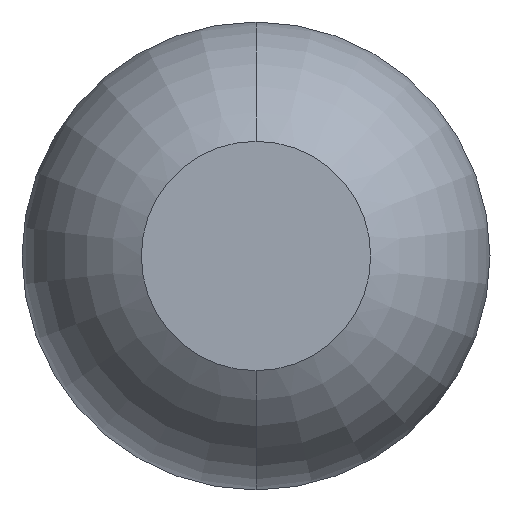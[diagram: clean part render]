
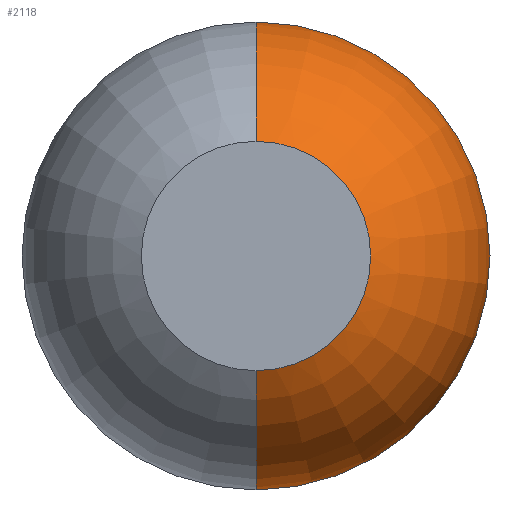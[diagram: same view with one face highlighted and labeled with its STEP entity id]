
A CAD part, front view. The second image highlights one B-rep face of the part: STEP entity #2118.
In plain terms, the highlighted toroidal (fillet/blend) face has major radius 0.01 mm and minor radius 0.5 mm.
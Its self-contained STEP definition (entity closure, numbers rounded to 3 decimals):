
#41 = AXIS2_PLACEMENT_3D ( 'NONE', #1128, #3917, #3322 ) ;
#286 = ORIENTED_EDGE ( 'NONE', *, *, #1914, .F. ) ;
#315 = ORIENTED_EDGE ( 'NONE', *, *, #3701, .T. ) ;
#526 = AXIS2_PLACEMENT_3D ( 'NONE', #2007, #3242, #1321 ) ;
#623 = VERTEX_POINT ( 'NONE', #2840 ) ;
#697 = DIRECTION ( 'NONE',  ( -1., 0., 0. ) ) ;
#1010 = VERTEX_POINT ( 'NONE', #2842 ) ;
#1101 = CIRCLE ( 'NONE', #3969, 0.5 ) ;
#1128 = CARTESIAN_POINT ( 'NONE',  ( 0., -29.961, 0. ) ) ;
#1201 = CIRCLE ( 'NONE', #1723, 0.51 ) ;
#1243 = TOROIDAL_SURFACE ( 'NONE', #41, 0.01, 0.5 ) ;
#1321 = DIRECTION ( 'NONE',  ( 0., 0., -1. ) ) ;
#1422 = CARTESIAN_POINT ( 'NONE',  ( 0., -30.4, 0.25 ) ) ;
#1444 = ORIENTED_EDGE ( 'NONE', *, *, #2076, .F. ) ;
#1723 = AXIS2_PLACEMENT_3D ( 'NONE', #3275, #2993, #3001 ) ;
#1766 = CARTESIAN_POINT ( 'NONE',  ( 0., -30.4, -0.25 ) ) ;
#1809 = FACE_OUTER_BOUND ( 'NONE', #2566, .T. ) ;
#1899 = AXIS2_PLACEMENT_3D ( 'NONE', #3070, #3089, #3706 ) ;
#1914 = EDGE_CURVE ( 'NONE', #3967, #623, #1101, .T. ) ;
#1953 = DIRECTION ( 'NONE',  ( 0., 0., 1. ) ) ;
#2007 = CARTESIAN_POINT ( 'NONE',  ( 0., -30.4, 0. ) ) ;
#2076 = EDGE_CURVE ( 'Defeature ausgef�hrt1_6+Defeature ausgef�hrt1_5+Defeature ausgef�hrt1_5+Defeature ausgef�hrt1_5', #623, #1010, #1201, .T. ) ;
#2087 = CIRCLE ( 'NONE', #1899, 0.5 ) ;
#2090 = ORIENTED_EDGE ( 'NONE', *, *, #3847, .F. ) ;
#2115 = VERTEX_POINT ( 'NONE', #1766 ) ;
#2118 = ADVANCED_FACE ( 'Defeature ausgef�hrt1_5', ( #1809 ), #1243, .T. ) ;
#2566 = EDGE_LOOP ( 'NONE', ( #2090, #315, #1444, #286 ) ) ;
#2839 = CARTESIAN_POINT ( 'NONE',  ( 0., -29.961, 0.01 ) ) ;
#2840 = CARTESIAN_POINT ( 'NONE',  ( 0., -29.961, 0.51 ) ) ;
#2842 = CARTESIAN_POINT ( 'NONE',  ( 0., -29.961, -0.51 ) ) ;
#2993 = DIRECTION ( 'NONE',  ( 0., 1., 0. ) ) ;
#3001 = DIRECTION ( 'NONE',  ( 0., 0., 1. ) ) ;
#3070 = CARTESIAN_POINT ( 'NONE',  ( 0., -29.961, -0.01 ) ) ;
#3089 = DIRECTION ( 'NONE',  ( 1., 0., 0. ) ) ;
#3242 = DIRECTION ( 'NONE',  ( 0., -1., 0. ) ) ;
#3275 = CARTESIAN_POINT ( 'NONE',  ( 0., -29.961, 0. ) ) ;
#3322 = DIRECTION ( 'NONE',  ( 0., 0., 1. ) ) ;
#3701 = EDGE_CURVE ( 'NONE', #2115, #1010, #2087, .T. ) ;
#3706 = DIRECTION ( 'NONE',  ( 0., 0., -1. ) ) ;
#3732 = CIRCLE ( 'NONE', #526, 0.25 ) ;
#3847 = EDGE_CURVE ( 'Defeature ausgef�hrt1_14+Defeature ausgef�hrt1_5+Defeature ausgef�hrt1_5+Defeature ausgef�hrt1_5', #2115, #3967, #3732, .T. ) ;
#3917 = DIRECTION ( 'NONE',  ( 0., 1., 0. ) ) ;
#3967 = VERTEX_POINT ( 'NONE', #1422 ) ;
#3969 = AXIS2_PLACEMENT_3D ( 'NONE', #2839, #697, #1953 ) ;
